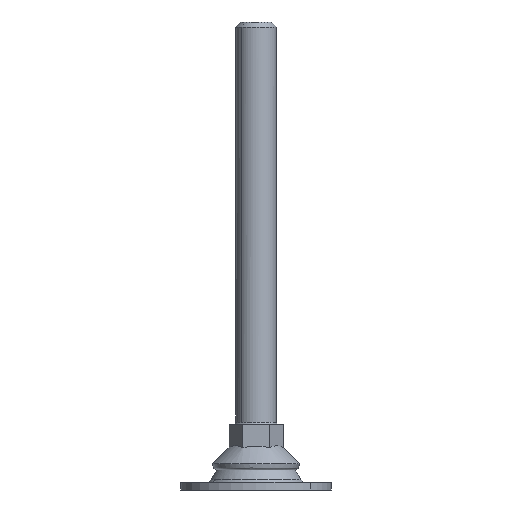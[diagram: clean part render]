
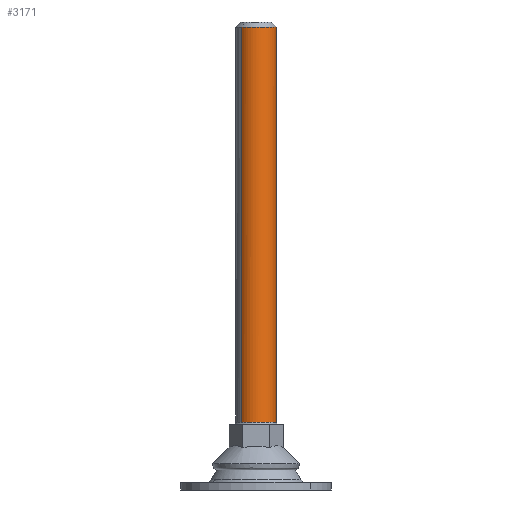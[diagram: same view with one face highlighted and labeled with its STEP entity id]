
A CAD part, front view. The second image highlights one B-rep face of the part: STEP entity #3171.
In plain terms, the highlighted free-form (B-spline) face has degree [2, 1] with [5, 2] control points.
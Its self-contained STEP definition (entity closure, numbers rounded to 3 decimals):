
#2917=CARTESIAN_POINT('',(-5.706,-5.607,184.));
#2918=VERTEX_POINT('',#2917);
#2919=CARTESIAN_POINT('',(-5.776,-5.535,184.));
#2920=VERTEX_POINT('',#2919);
#2921=CARTESIAN_POINT('',(-5.706,-5.607,184.));
#2922=CARTESIAN_POINT('',(-5.776,-5.535,184.));
#2923=QUASI_UNIFORM_CURVE('',1,(#2921,#2922),.UNSPECIFIED.,.F.,.U.);
#2924=EDGE_CURVE('',#2918,#2920,#2923,.T.);
#2997=CARTESIAN_POINT('',(0.,-8.,184.0));
#2998=VERTEX_POINT('',#2997);
#2999=CARTESIAN_POINT('',(0.,-8.,184.0));
#3000=CARTESIAN_POINT('',(-0.728,-8.,184.));
#3001=CARTESIAN_POINT('',(-1.754,-7.859,184.));
#3002=CARTESIAN_POINT('',(-3.228,-7.356,184.));
#3003=CARTESIAN_POINT('',(-4.464,-6.706,184.));
#3004=CARTESIAN_POINT('',(-5.312,-6.009,184.));
#3005=CARTESIAN_POINT('',(-5.706,-5.607,184.));
#3006=B_SPLINE_CURVE_WITH_KNOTS('',3,(#2999,#3000,#3001,#3002,#3003,#3004,#3005),.UNSPECIFIED.,.F.,.U.,(4,1,1,1,4),(0.,2.184,3.077,4.666,6.353),.UNSPECIFIED.);
#3007=EDGE_CURVE('',#2998,#2918,#3006,.T.);
#3009=CARTESIAN_POINT('',(8.0,0.0,184.0));
#3010=VERTEX_POINT('',#3009);
#3011=CARTESIAN_POINT('',(8.0,0.0,184.0));
#3012=CARTESIAN_POINT('',(8.,-0.524,184.));
#3013=CARTESIAN_POINT('',(7.887,-1.669,184.));
#3014=CARTESIAN_POINT('',(7.289,-3.519,184.));
#3015=CARTESIAN_POINT('',(6.189,-5.21,184.));
#3016=CARTESIAN_POINT('',(4.676,-6.581,184.));
#3017=CARTESIAN_POINT('',(3.116,-7.439,184.));
#3018=CARTESIAN_POINT('',(1.505,-7.906,184.));
#3019=CARTESIAN_POINT('',(0.491,-8.,184.));
#3020=CARTESIAN_POINT('',(0.,-8.,184.0));
#3021=B_SPLINE_CURVE_WITH_KNOTS('',3,(#3011,#3012,#3013,#3014,#3015,#3016,#3017,#3018,#3019,#3020),.UNSPECIFIED.,.F.,.U.,(4,1,1,1,1,1,1,4),(0.,1.571,3.436,5.792,7.559,9.523,11.094,12.566),.UNSPECIFIED.);
#3022=EDGE_CURVE('',#3010,#2998,#3021,.T.);
#3024=CARTESIAN_POINT('',(5.776,5.535,184.));
#3025=VERTEX_POINT('',#3024);
#3026=CARTESIAN_POINT('',(5.776,5.535,184.));
#3027=CARTESIAN_POINT('',(6.128,5.167,184.));
#3028=CARTESIAN_POINT('',(6.862,4.239,184.));
#3029=CARTESIAN_POINT('',(7.751,2.388,184.));
#3030=CARTESIAN_POINT('',(8.,0.86,184.));
#3031=CARTESIAN_POINT('',(8.0,0.0,184.0));
#3032=B_SPLINE_CURVE_WITH_KNOTS('',3,(#3026,#3027,#3028,#3029,#3030,#3031),.UNSPECIFIED.,.F.,.U.,(4,1,1,4),(0.,1.528,3.534,6.113),.UNSPECIFIED.);
#3033=EDGE_CURVE('',#3025,#3010,#3032,.T.);
#3070=CARTESIAN_POINT('',(5.777,5.536,27.));
#3071=VERTEX_POINT('',#3070);
#3072=CARTESIAN_POINT('',(5.776,5.535,184.));
#3073=CARTESIAN_POINT('',(5.777,5.536,27.));
#3074=QUASI_UNIFORM_CURVE('',1,(#3072,#3073),.UNSPECIFIED.,.F.,.U.);
#3075=EDGE_CURVE('',#3025,#3071,#3074,.T.);
#3099=CARTESIAN_POINT('',(-5.776,-5.535,27.001));
#3100=VERTEX_POINT('',#3099);
#3108=CARTESIAN_POINT('',(-5.776,-5.535,184.));
#3109=CARTESIAN_POINT('',(-5.776,-5.535,27.001));
#3110=QUASI_UNIFORM_CURVE('',1,(#3108,#3109),.UNSPECIFIED.,.F.,.U.);
#3111=EDGE_CURVE('',#2920,#3100,#3110,.T.);
#3116=CARTESIAN_POINT('',(5.776,5.535,187.925));
#3117=CARTESIAN_POINT('',(11.311,-0.241,187.925));
#3118=CARTESIAN_POINT('',(5.535,-5.776,187.925));
#3119=CARTESIAN_POINT('',(-0.241,-11.311,187.925));
#3120=CARTESIAN_POINT('',(-5.776,-5.535,187.925));
#3121=CARTESIAN_POINT('',(5.776,5.535,22.977));
#3122=CARTESIAN_POINT('',(11.311,-0.241,22.977));
#3123=CARTESIAN_POINT('',(5.535,-5.776,22.977));
#3124=CARTESIAN_POINT('',(-0.241,-11.311,22.977));
#3125=CARTESIAN_POINT('',(-5.776,-5.535,22.977));
#3133=(BOUNDED_SURFACE()B_SPLINE_SURFACE(2,1,((#3116,#3121),(#3117,#3122),(#3118,#3123),(#3119,#3124),(#3120,#3125)),.UNSPECIFIED.,.F.,.F.,.U.)B_SPLINE_SURFACE_WITH_KNOTS((3,2,3),(2,2),(0.0,13.255,26.51),(0.0,164.948),.UNSPECIFIED.)GEOMETRIC_REPRESENTATION_ITEM()RATIONAL_B_SPLINE_SURFACE(((1.0,1.0),(0.707,0.707),(1.0,1.0),(0.707,0.707),(1.0,1.0)))REPRESENTATION_ITEM('')SURFACE());
#3134=ORIENTED_EDGE('',*,*,#3007,.T.);
#3135=ORIENTED_EDGE('',*,*,#2924,.T.);
#3136=ORIENTED_EDGE('',*,*,#3111,.T.);
#3137=CARTESIAN_POINT('',(-0.101,-7.999,27.));
#3138=VERTEX_POINT('',#3137);
#3139=CARTESIAN_POINT('',(-5.776,-5.535,27.001));
#3140=CARTESIAN_POINT('',(-5.76,-5.552,27.001));
#3141=CARTESIAN_POINT('',(-5.744,-5.569,27.001));
#3142=CARTESIAN_POINT('',(-4.24,-7.081,27.));
#3143=CARTESIAN_POINT('',(-2.21,-8.002,27.001));
#3144=CARTESIAN_POINT('',(-0.101,-7.999,27.));
#3145=B_SPLINE_CURVE_WITH_KNOTS('',3,(#3139,#3140,#3141,#3142,#3143,#3144),.UNSPECIFIED.,.F.,.U.,(4,2,4),(6.385,6.456,12.904),.UNSPECIFIED.);
#3146=EDGE_CURVE('',#3100,#3138,#3145,.T.);
#3147=ORIENTED_EDGE('',*,*,#3146,.T.);
#3148=CARTESIAN_POINT('',(7.999,-0.101,27.));
#3149=VERTEX_POINT('',#3148);
#3150=CARTESIAN_POINT('',(-0.101,-7.999,27.));
#3151=CARTESIAN_POINT('',(1.924,-8.051,27.));
#3152=CARTESIAN_POINT('',(4.041,-7.215,27.));
#3153=CARTESIAN_POINT('',(7.074,-4.293,27.));
#3154=CARTESIAN_POINT('',(7.972,-2.287,27.));
#3155=CARTESIAN_POINT('',(7.999,-0.101,27.));
#3156=B_SPLINE_CURVE_WITH_KNOTS('',3,(#3150,#3151,#3152,#3153,#3154,#3155),.UNSPECIFIED.,.F.,.U.,(4,2,4),(13.144,19.231,25.802),.UNSPECIFIED.);
#3157=EDGE_CURVE('',#3138,#3149,#3156,.T.);
#3158=ORIENTED_EDGE('',*,*,#3157,.T.);
#3159=CARTESIAN_POINT('',(7.999,-0.101,27.));
#3160=CARTESIAN_POINT('',(8.025,1.973,27.));
#3161=CARTESIAN_POINT('',(7.223,4.051,27.));
#3162=CARTESIAN_POINT('',(5.777,5.536,27.));
#3163=B_SPLINE_CURVE_WITH_KNOTS('',3,(#3159,#3160,#3161,#3162),.UNSPECIFIED.,.F.,.U.,(4,4),(0.063,6.387),.UNSPECIFIED.);
#3164=EDGE_CURVE('',#3149,#3071,#3163,.T.);
#3165=ORIENTED_EDGE('',*,*,#3164,.T.);
#3166=ORIENTED_EDGE('',*,*,#3075,.F.);
#3167=ORIENTED_EDGE('',*,*,#3033,.T.);
#3168=ORIENTED_EDGE('',*,*,#3022,.T.);
#3169=EDGE_LOOP('',(#3134,#3135,#3136,#3147,#3158,#3165,#3166,#3167,#3168));
#3170=FACE_OUTER_BOUND('',#3169,.T.);
#3171=ADVANCED_FACE('',(#3170),#3133,.T.);
